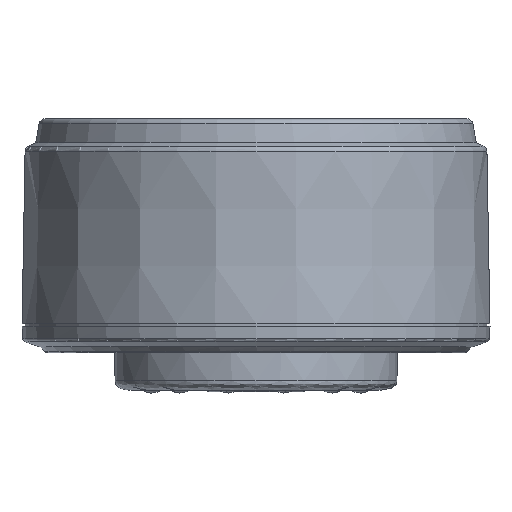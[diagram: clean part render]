
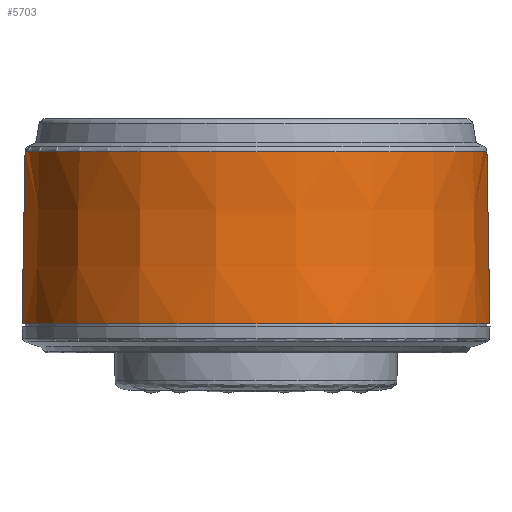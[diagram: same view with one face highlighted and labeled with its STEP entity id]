
A CAD part, left-side view. The second image highlights one B-rep face of the part: STEP entity #5703.
In plain terms, the highlighted conical face has half-angle 1 degrees and reference radius 19.37 mm.
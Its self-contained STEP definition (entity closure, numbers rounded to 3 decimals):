
#117=CARTESIAN_POINT('',(-31.,0.,0.25));
#118=DIRECTION('',(0.,0.,1.));
#119=DIRECTION('',(0.,1.,0.));
#120=AXIS2_PLACEMENT_3D('',#117,#118,#119);
#122=CARTESIAN_POINT('',(-31.,0.,0.25));
#123=DIRECTION('',(0.,0.,1.));
#124=DIRECTION('',(-1.,0.,0.));
#125=AXIS2_PLACEMENT_3D('',#122,#123,#124);
#173=DIRECTION('',(0.,-0.017,-1.));
#174=VECTOR('',#173,14.335);
#175=CARTESIAN_POINT('',(-31.,-19.245,14.583));
#176=LINE('',#175,#174);
#177=DIRECTION('',(0.,-0.017,1.));
#178=VECTOR('',#177,14.335);
#179=CARTESIAN_POINT('',(-31.,19.496,0.25));
#180=LINE('',#179,#178);
#181=CARTESIAN_POINT('',(-31.,0.,14.583));
#182=DIRECTION('',(0.,0.,-1.));
#183=DIRECTION('',(0.,-1.,0.));
#184=AXIS2_PLACEMENT_3D('',#181,#182,#183);
#186=CARTESIAN_POINT('',(-31.,0.,14.583));
#187=DIRECTION('',(0.,0.,-1.));
#188=DIRECTION('',(-1.,0.,0.));
#189=AXIS2_PLACEMENT_3D('',#186,#187,#188);
#191=CARTESIAN_POINT('',(-31.,0.,14.583));
#192=DIRECTION('',(0.,0.,-1.));
#193=DIRECTION('',(-0.008,1.,0.));
#194=AXIS2_PLACEMENT_3D('',#191,#192,#193);
#5017=CARTESIAN_POINT('',(-31.,-19.245,
14.583));
#5018=VERTEX_POINT('',#5017);
#5090=CARTESIAN_POINT('',(-31.,-19.496,
0.25));
#5091=VERTEX_POINT('',#5090);
#5253=CARTESIAN_POINT('',(-31.,19.496,0.25));
#5254=CARTESIAN_POINT('',(-50.496,0.,0.25));
#5255=VERTEX_POINT('',#5253);
#5256=VERTEX_POINT('',#5254);
#5269=CARTESIAN_POINT('',(-50.245,0.,14.583));
#5270=VERTEX_POINT('',#5269);
#5271=CARTESIAN_POINT('',(-31.16,19.245,14.583));
#5272=VERTEX_POINT('',#5271);
#5273=CARTESIAN_POINT('',(-31.,19.245,14.583));
#5274=VERTEX_POINT('',#5273);
#5684=CARTESIAN_POINT('',(-31.,0.,7.417));
#5685=DIRECTION('',(0.,0.,-1.));
#5686=DIRECTION('',(-1.,0.,0.));
#5687=AXIS2_PLACEMENT_3D('',#5684,#5685,#5686);
#5688=CONICAL_SURFACE('',#5687,19.371,1.);
#5690=ORIENTED_EDGE('',*,*,#5689,.F.);
#5692=ORIENTED_EDGE('',*,*,#5691,.F.);
#5694=ORIENTED_EDGE('',*,*,#5693,.F.);
#5696=ORIENTED_EDGE('',*,*,#5695,.T.);
#5697=ORIENTED_EDGE('',*,*,#5663,.F.);
#5698=ORIENTED_EDGE('',*,*,#5661,.F.);
#5700=ORIENTED_EDGE('',*,*,#5699,.T.);
#5701=EDGE_LOOP('',(#5690,#5692,#5694,#5696,#5697,#5698,#5700));
#5702=FACE_OUTER_BOUND('',#5701,.F.);
#121=CIRCLE('',#120,19.496);
#126=CIRCLE('',#125,19.496);
#185=CIRCLE('',#184,19.245);
#190=CIRCLE('',#189,19.245);
#195=CIRCLE('',#194,19.245);
#5661=EDGE_CURVE('',#5255,#5256,#121,.T.);
#5663=EDGE_CURVE('',#5256,#5091,#126,.T.);
#5689=EDGE_CURVE('',#5272,#5274,#195,.T.);
#5691=EDGE_CURVE('',#5270,#5272,#190,.T.);
#5693=EDGE_CURVE('',#5018,#5270,#185,.T.);
#5695=EDGE_CURVE('',#5018,#5091,#176,.T.);
#5699=EDGE_CURVE('',#5255,#5274,#180,.T.);
#5703=ADVANCED_FACE('',(#5702),#5688,.T.);
